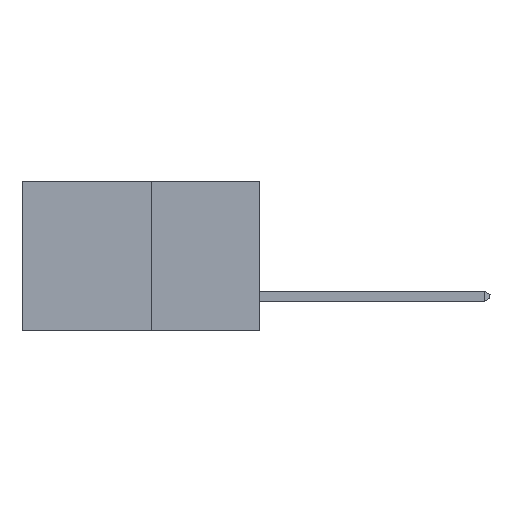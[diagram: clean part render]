
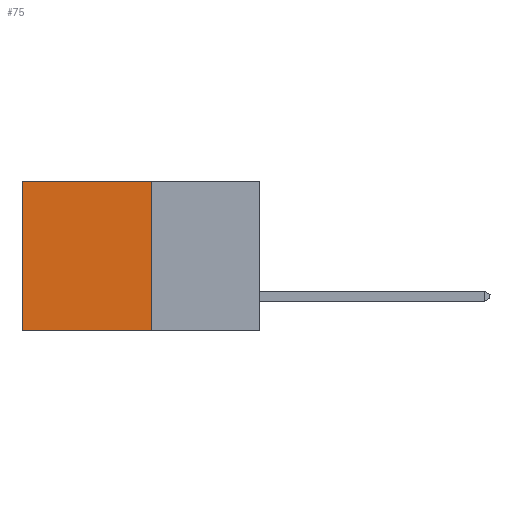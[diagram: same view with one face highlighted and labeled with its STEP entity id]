
A CAD part, left-side view. The second image highlights one B-rep face of the part: STEP entity #75.
In plain terms, the highlighted planar face has unit normal (-1, 0, 0).
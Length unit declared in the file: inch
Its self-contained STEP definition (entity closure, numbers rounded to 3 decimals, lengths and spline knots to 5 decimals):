
#75 = ADVANCED_FACE ( 'NONE', ( #9653 ), #5456, .F. ) ;
#629 = VERTEX_POINT ( 'NONE', #5686 ) ;
#1188 = ORIENTED_EDGE ( 'NONE', *, *, #4150, .F. ) ;
#1443 = VECTOR ( 'NONE', #6601, 39.37008 ) ;
#1511 = VECTOR ( 'NONE', #5429, 39.37008 ) ;
#1590 = CARTESIAN_POINT ( 'NONE',  ( 0.277, 0.27, -0.37 ) ) ;
#1804 = CARTESIAN_POINT ( 'NONE',  ( 0.277, 0.27, 0. ) ) ;
#1934 = LINE ( 'NONE', #8564, #4170 ) ;
#1969 = CARTESIAN_POINT ( 'NONE',  ( 0.277, 0.59, 0. ) ) ;
#1982 = EDGE_CURVE ( 'NONE', #629, #3852, #8819, .T. ) ;
#3400 = ORIENTED_EDGE ( 'NONE', *, *, #4977, .F. ) ;
#3530 = CARTESIAN_POINT ( 'NONE',  ( 0.277, 0.59, -0.37 ) ) ;
#3852 = VERTEX_POINT ( 'NONE', #1969 ) ;
#4150 = EDGE_CURVE ( 'NONE', #629, #6700, #10969, .T. ) ;
#4170 = VECTOR ( 'NONE', #8112, 39.37008 ) ;
#4542 = VERTEX_POINT ( 'NONE', #5968 ) ;
#4578 = DIRECTION ( 'NONE',  ( 0., 0., -1. ) ) ;
#4977 = EDGE_CURVE ( 'NONE', #6700, #4542, #1934, .T. ) ;
#5429 = DIRECTION ( 'NONE',  ( 0., 0., -1. ) ) ;
#5443 = CARTESIAN_POINT ( 'NONE',  ( 0.277, 0.27, -0.37 ) ) ;
#5456 = PLANE ( 'NONE',  #7175 ) ;
#5497 = DIRECTION ( 'NONE',  ( 1., 0., 0. ) ) ;
#5686 = CARTESIAN_POINT ( 'NONE',  ( 0.277, 0.27, 0. ) ) ;
#5968 = CARTESIAN_POINT ( 'NONE',  ( 0.277, 0.59, -0.37 ) ) ;
#6601 = DIRECTION ( 'NONE',  ( 0., 1., 0. ) ) ;
#6700 = VERTEX_POINT ( 'NONE', #1590 ) ;
#6736 = ORIENTED_EDGE ( 'NONE', *, *, #1982, .T. ) ;
#7175 = AXIS2_PLACEMENT_3D ( 'NONE', #5443, #5497, #4578 ) ;
#7630 = EDGE_CURVE ( 'NONE', #3852, #4542, #11361, .T. ) ;
#8064 = EDGE_LOOP ( 'NONE', ( #10774, #3400, #1188, #6736 ) ) ;
#8112 = DIRECTION ( 'NONE',  ( 0., 1., 0. ) ) ;
#8564 = CARTESIAN_POINT ( 'NONE',  ( 0.277, 0.27, -0.37 ) ) ;
#8763 = VECTOR ( 'NONE', #11620, 39.37008 ) ;
#8819 = LINE ( 'NONE', #1804, #1443 ) ;
#9653 = FACE_OUTER_BOUND ( 'NONE', #8064, .T. ) ;
#10774 = ORIENTED_EDGE ( 'NONE', *, *, #7630, .T. ) ;
#10969 = LINE ( 'NONE', #11638, #8763 ) ;
#11361 = LINE ( 'NONE', #3530, #1511 ) ;
#11620 = DIRECTION ( 'NONE',  ( 0., 0., -1. ) ) ;
#11638 = CARTESIAN_POINT ( 'NONE',  ( 0.277, 0.27, -0.37 ) ) ;
